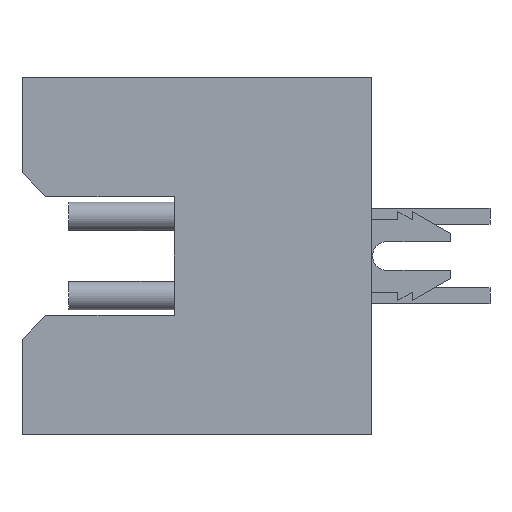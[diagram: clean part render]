
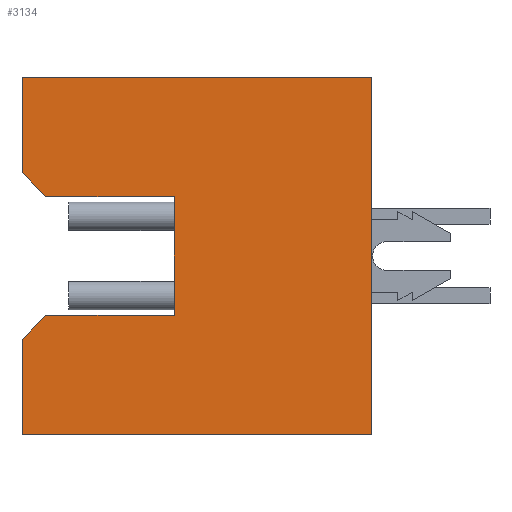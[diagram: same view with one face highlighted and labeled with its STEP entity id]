
A CAD part, left-side view. The second image highlights one B-rep face of the part: STEP entity #3134.
In plain terms, the highlighted planar face has unit normal (-1, 0, 0).
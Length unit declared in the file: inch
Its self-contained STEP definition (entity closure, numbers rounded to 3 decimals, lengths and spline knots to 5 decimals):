
#154=ORIENTED_EDGE('',*,*,#1017,.T.);
#155=ORIENTED_EDGE('',*,*,#994,.T.);
#156=ORIENTED_EDGE('',*,*,#1018,.F.);
#157=ORIENTED_EDGE('',*,*,#992,.F.);
#158=ORIENTED_EDGE('',*,*,#1019,.T.);
#159=ORIENTED_EDGE('',*,*,#1005,.F.);
#160=ORIENTED_EDGE('',*,*,#960,.T.);
#161=ORIENTED_EDGE('',*,*,#985,.T.);
#162=ORIENTED_EDGE('',*,*,#1020,.F.);
#163=ORIENTED_EDGE('',*,*,#1014,.F.);
#960=EDGE_CURVE('',#1396,#1395,#1691,.T.);
#985=EDGE_CURVE('',#1395,#1416,#1716,.T.);
#992=EDGE_CURVE('',#1423,#1424,#1723,.T.);
#994=EDGE_CURVE('',#1425,#1426,#1725,.T.);
#1005=EDGE_CURVE('',#1396,#1434,#1736,.T.);
#1014=EDGE_CURVE('',#1442,#1443,#1745,.T.);
#1017=EDGE_CURVE('',#1442,#1425,#1748,.T.);
#1018=EDGE_CURVE('',#1424,#1426,#1749,.T.);
#1019=EDGE_CURVE('',#1423,#1434,#1750,.T.);
#1020=EDGE_CURVE('',#1443,#1416,#1751,.T.);
#1395=VERTEX_POINT('',#4435);
#1396=VERTEX_POINT('',#4437);
#1416=VERTEX_POINT('',#4486);
#1423=VERTEX_POINT('',#4501);
#1424=VERTEX_POINT('',#4503);
#1425=VERTEX_POINT('',#4507);
#1426=VERTEX_POINT('',#4508);
#1434=VERTEX_POINT('',#4528);
#1442=VERTEX_POINT('',#4545);
#1443=VERTEX_POINT('',#4547);
#1691=LINE('',#4436,#2094);
#1716=LINE('',#4487,#2119);
#1723=LINE('',#4502,#2126);
#1725=LINE('',#4506,#2128);
#1736=LINE('',#4527,#2139);
#1745=LINE('',#4546,#2148);
#1748=LINE('',#4552,#2151);
#1749=LINE('',#4553,#2152);
#1750=LINE('',#4554,#2153);
#1751=LINE('',#4555,#2154);
#2094=VECTOR('',#3582,39.37008);
#2119=VECTOR('',#3617,39.37008);
#2126=VECTOR('',#3626,39.37008);
#2128=VECTOR('',#3630,39.37008);
#2139=VECTOR('',#3643,39.37008);
#2148=VECTOR('',#3654,39.37008);
#2151=VECTOR('',#3659,39.37008);
#2152=VECTOR('',#3660,39.37008);
#2153=VECTOR('',#3661,39.37008);
#2154=VECTOR('',#3662,39.37008);
#2502=EDGE_LOOP('',(#154,#155,#156,#157,#158,#159,#160,#161,#162,#163));
#2733=FACE_BOUND('',#2502,.T.);
#2963=PLANE('',#3360);
#3134=ADVANCED_FACE('',(#2733),#2963,.F.);
#3360=AXIS2_PLACEMENT_3D('',#4551,#3657,#3658);
#3582=DIRECTION('',(0.,-1.,0.));
#3617=DIRECTION('',(0.,0.,1.));
#3626=DIRECTION('',(0.,-1.,0.));
#3630=DIRECTION('',(0.,-1.,0.));
#3643=DIRECTION('',(0.,0.,1.));
#3654=DIRECTION('',(0.,0.,1.));
#3657=DIRECTION('',(1.,0.,0.));
#3658=DIRECTION('',(0.,0.,-1.));
#3659=DIRECTION('',(0.,-0.707,-0.707));
#3660=DIRECTION('',(0.,0.,1.));
#3661=DIRECTION('',(0.,0.707,-0.707));
#3662=DIRECTION('',(0.,-1.,0.));
#4435=CARTESIAN_POINT('',(-0.2375,0.,-0.1125));
#4436=CARTESIAN_POINT('',(-0.2375,0.22,-0.1125));
#4437=CARTESIAN_POINT('',(-0.2375,0.22,-0.1125));
#4486=CARTESIAN_POINT('',(-0.2375,0.,0.1125));
#4487=CARTESIAN_POINT('',(-0.2375,0.,-0.1125));
#4501=CARTESIAN_POINT('',(-0.2375,0.205,-0.0375));
#4502=CARTESIAN_POINT('',(-0.2375,0.316,-0.0375));
#4503=CARTESIAN_POINT('',(-0.2375,0.124,-0.0375));
#4506=CARTESIAN_POINT('',(-0.2375,0.316,0.0375));
#4507=CARTESIAN_POINT('',(-0.2375,0.205,0.0375));
#4508=CARTESIAN_POINT('',(-0.2375,0.124,0.0375));
#4527=CARTESIAN_POINT('',(-0.2375,0.22,-0.1125));
#4528=CARTESIAN_POINT('',(-0.2375,0.22,-0.0525));
#4545=CARTESIAN_POINT('',(-0.2375,0.22,0.0525));
#4546=CARTESIAN_POINT('',(-0.2375,0.22,-0.1125));
#4547=CARTESIAN_POINT('',(-0.2375,0.22,0.1125));
#4551=CARTESIAN_POINT('',(-0.2375,0.22,-0.1125));
#4552=CARTESIAN_POINT('',(-0.2375,0.22,0.0525));
#4553=CARTESIAN_POINT('',(-0.2375,0.124,-0.0375));
#4554=CARTESIAN_POINT('',(-0.2375,0.205,-0.0375));
#4555=CARTESIAN_POINT('',(-0.2375,0.22,0.1125));
